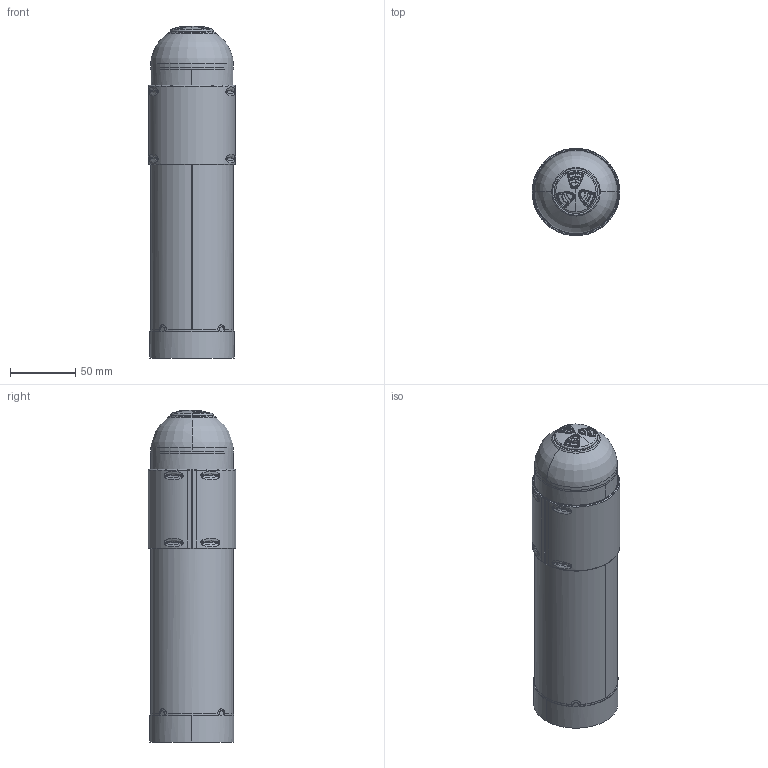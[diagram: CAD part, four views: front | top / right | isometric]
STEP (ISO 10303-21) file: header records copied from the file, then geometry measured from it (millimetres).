
FILE_DESCRIPTION( ( 'Argon' ), 'Build 122' );
FILE_NAME( '252-1A.stp', ' ', ( 'Lee Clore' ), ( 'Onyx Industries' ), 'ACIS Interop', 'Ashlar, Incorporated', 'Argon BY ASHLAR, INCORPORATED' );
FILE_SCHEMA( ( 'automotive_design' ) );
Length unit declared in the file: inch
Products named in the file (256): 1060; 1132; 1042; 1165; 1091; 1049; 1195; 1212; 1040; 1112; 1010; 1187; 1053; 1167; 1150; 1033; 1028; 1185; 998; 1009; 1005; 1143; 1037; 1066; 1057; 1237; 1155; 1175; 1197; 1012; 1039; 1120; 1051; 1029; 1050; 1070; 1204; 1078; 1024; 1036 ...
Bounding box: 67.29 x 66.81 x 254.4 mm (x, y, z)
Volume: 209091.9 mm3; surface area: 126981.1 mm2
Topology: 9 solids, 256 shells, 649 faces, 3660 edges, 3266 vertices
Faces by surface type: cylinder 220, bspline 178, plane 98, revolution 93, torus 44, cone 16
Entity records: 84143 total; most frequent: CARTESIAN_POINT 38151, ORIENTED_EDGE 4740, DIRECTION 3789, EDGE_CURVE 3644, VERTEX_POINT 3262, PRESENTATION_STYLE_ASSIGNMENT 3209, COLOUR_RGB 3209, STYLED_ITEM 2715
